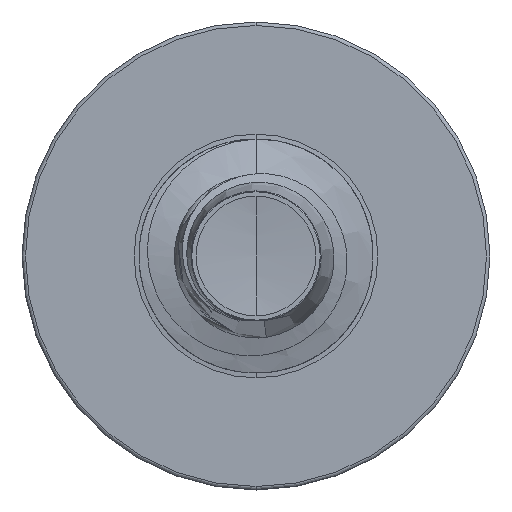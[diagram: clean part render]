
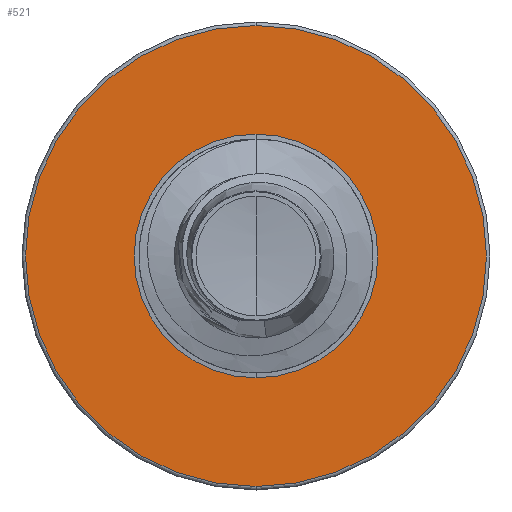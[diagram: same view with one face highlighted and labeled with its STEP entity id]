
A CAD part, front view. The second image highlights one B-rep face of the part: STEP entity #521.
In plain terms, the highlighted planar face has unit normal (0, -1, 0).
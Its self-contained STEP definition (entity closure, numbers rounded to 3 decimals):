
#219 = AXIS2_PLACEMENT_3D ( 'NONE', #6508, #20396, #8531 ) ;
#521 = ADVANCED_FACE ( 'NONE', ( #12074, #19180 ), #20092, .F. ) ;
#656 = DIRECTION ( 'NONE',  ( 0., 1., 0. ) ) ;
#1251 = DIRECTION ( 'NONE',  ( 0., 0., 1. ) ) ;
#1511 = CIRCLE ( 'NONE', #15718, 2.955 ) ;
#1735 = CARTESIAN_POINT ( 'NONE',  ( 0., 20., 2.955 ) ) ;
#2185 = CIRCLE ( 'NONE', #2404, 2.955 ) ;
#2404 = AXIS2_PLACEMENT_3D ( 'NONE', #15806, #3908, #17800 ) ;
#2819 = CIRCLE ( 'NONE', #219, 1.562 ) ;
#3908 = DIRECTION ( 'NONE',  ( 0., 1., 0. ) ) ;
#3990 = EDGE_CURVE ( 'NONE', #15610, #18854, #25036, .T. ) ;
#5139 = CARTESIAN_POINT ( 'NONE',  ( 0., 20., -1.562 ) ) ;
#6508 = CARTESIAN_POINT ( 'NONE',  ( 0., 20., 0. ) ) ;
#6978 = CARTESIAN_POINT ( 'NONE',  ( 0., 20., -2.955 ) ) ;
#7794 = DIRECTION ( 'NONE',  ( 0., 1., 0. ) ) ;
#7938 = EDGE_LOOP ( 'NONE', ( #21547, #16274 ) ) ;
#8414 = CARTESIAN_POINT ( 'NONE',  ( 0., 20., 1.562 ) ) ;
#8531 = DIRECTION ( 'NONE',  ( 0., 0., 1. ) ) ;
#8750 = VERTEX_POINT ( 'NONE', #1735 ) ;
#8982 = CARTESIAN_POINT ( 'NONE',  ( 0., 20., 0. ) ) ;
#9238 = ORIENTED_EDGE ( 'NONE', *, *, #18801, .F. ) ;
#9389 = ORIENTED_EDGE ( 'NONE', *, *, #17309, .F. ) ;
#10894 = AXIS2_PLACEMENT_3D ( 'NONE', #5139, #7794, #1251 ) ;
#10985 = DIRECTION ( 'NONE',  ( 0., 0., 1. ) ) ;
#12074 = FACE_OUTER_BOUND ( 'NONE', #17518, .T. ) ;
#12600 = CARTESIAN_POINT ( 'NONE',  ( 0., 20., 0. ) ) ;
#13635 = VERTEX_POINT ( 'NONE', #6978 ) ;
#14586 = DIRECTION ( 'NONE',  ( 0., 0., 1. ) ) ;
#15164 = EDGE_CURVE ( 'NONE', #18854, #15610, #2819, .T. ) ;
#15610 = VERTEX_POINT ( 'NONE', #8414 ) ;
#15718 = AXIS2_PLACEMENT_3D ( 'NONE', #8982, #22813, #10985 ) ;
#15806 = CARTESIAN_POINT ( 'NONE',  ( 0., 20., 0. ) ) ;
#16274 = ORIENTED_EDGE ( 'NONE', *, *, #15164, .T. ) ;
#17309 = EDGE_CURVE ( 'NONE', #13635, #8750, #2185, .T. ) ;
#17518 = EDGE_LOOP ( 'NONE', ( #9238, #9389 ) ) ;
#17800 = DIRECTION ( 'NONE',  ( 0., 0., 1. ) ) ;
#18576 = CARTESIAN_POINT ( 'NONE',  ( 0., 20., -1.562 ) ) ;
#18801 = EDGE_CURVE ( 'NONE', #8750, #13635, #1511, .T. ) ;
#18854 = VERTEX_POINT ( 'NONE', #18576 ) ;
#19180 = FACE_BOUND ( 'NONE', #7938, .T. ) ;
#20092 = PLANE ( 'NONE',  #10894 ) ;
#20396 = DIRECTION ( 'NONE',  ( 0., 1., 0. ) ) ;
#21547 = ORIENTED_EDGE ( 'NONE', *, *, #3990, .T. ) ;
#22328 = AXIS2_PLACEMENT_3D ( 'NONE', #12600, #656, #14586 ) ;
#22813 = DIRECTION ( 'NONE',  ( 0., 1., 0. ) ) ;
#25036 = CIRCLE ( 'NONE', #22328, 1.562 ) ;
